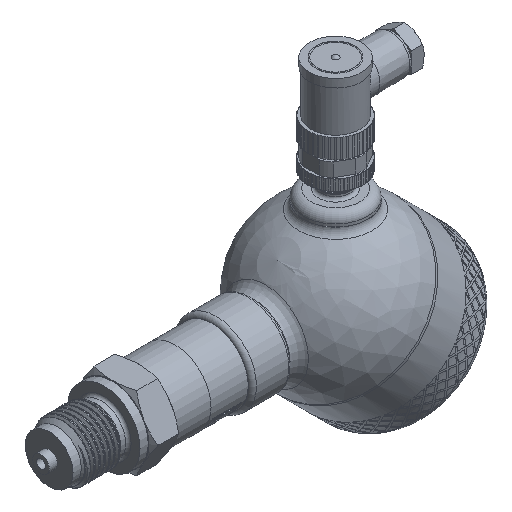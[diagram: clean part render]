
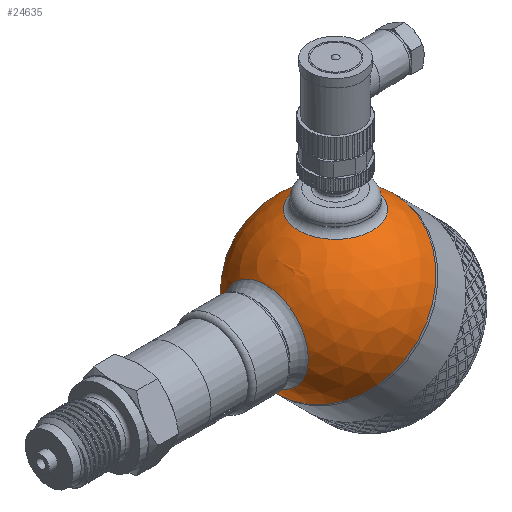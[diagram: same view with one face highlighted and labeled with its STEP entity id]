
A CAD part, isometric view. The second image highlights one B-rep face of the part: STEP entity #24635.
In plain terms, the highlighted spherical face has radius 30 mm.
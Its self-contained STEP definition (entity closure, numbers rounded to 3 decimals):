
#36=SPHERICAL_SURFACE('',#26141,30.);
#91=FACE_BOUND('',#3330,.T.);
#92=FACE_BOUND('',#3331,.T.);
#1720=FACE_OUTER_BOUND('',#3329,.T.);
#3329=EDGE_LOOP('',(#17627,#17628,#17629,#17630));
#3330=EDGE_LOOP('',(#17631));
#3331=EDGE_LOOP('',(#17632));
#4814=CIRCLE('',#26064,30.);
#4815=CIRCLE('',#26065,30.);
#4842=CIRCLE('',#26137,13.5);
#4845=CIRCLE('',#26142,30.);
#4846=CIRCLE('',#26143,15.643);
#9415=VERTEX_POINT('',#35663);
#9416=VERTEX_POINT('',#35665);
#9891=VERTEX_POINT('',#41727);
#9893=VERTEX_POINT('',#41734);
#9894=VERTEX_POINT('',#41736);
#12076=EDGE_CURVE('',#9415,#9416,#4814,.T.);
#12077=EDGE_CURVE('',#9416,#9415,#4815,.T.);
#12792=EDGE_CURVE('',#9891,#9891,#4842,.T.);
#12795=EDGE_CURVE('',#9416,#9893,#4845,.T.);
#12796=EDGE_CURVE('',#9894,#9894,#4846,.T.);
#17627=ORIENTED_EDGE('',*,*,#12077,.F.);
#17628=ORIENTED_EDGE('',*,*,#12795,.T.);
#17629=ORIENTED_EDGE('',*,*,#12795,.F.);
#17630=ORIENTED_EDGE('',*,*,#12076,.F.);
#17631=ORIENTED_EDGE('',*,*,#12796,.F.);
#17632=ORIENTED_EDGE('',*,*,#12792,.F.);
#24635=ADVANCED_FACE('',(#1720,#91,#92),#36,.T.);
#26064=AXIS2_PLACEMENT_3D('',#35666,#27695,#27696);
#26065=AXIS2_PLACEMENT_3D('',#35667,#27697,#27698);
#26137=AXIS2_PLACEMENT_3D('',#41728,#28093,#28094);
#26141=AXIS2_PLACEMENT_3D('',#41733,#28101,#28102);
#26142=AXIS2_PLACEMENT_3D('',#41735,#28103,#28104);
#26143=AXIS2_PLACEMENT_3D('',#41737,#28105,#28106);
#27695=DIRECTION('center_axis',(1.,0.,0.));
#27696=DIRECTION('ref_axis',(0.,1.,0.));
#27697=DIRECTION('center_axis',(1.,0.,0.));
#27698=DIRECTION('ref_axis',(0.,1.,0.));
#28093=DIRECTION('center_axis',(-0.707,0.,-0.707));
#28094=DIRECTION('ref_axis',(-0.707,0.,0.707));
#28101=DIRECTION('center_axis',(1.,0.,0.));
#28102=DIRECTION('ref_axis',(0.,-1.,0.));
#28103=DIRECTION('center_axis',(0.,0.,1.));
#28104=DIRECTION('ref_axis',(0.,1.,0.));
#28105=DIRECTION('center_axis',(-0.707,0.,0.707));
#28106=DIRECTION('ref_axis',(0.707,0.,0.707));
#35663=CARTESIAN_POINT('',(0.,-30.,0.));
#35665=CARTESIAN_POINT('',(0.,30.,0.));
#35666=CARTESIAN_POINT('Origin',(0.,0.,0.));
#35667=CARTESIAN_POINT('Origin',(0.,0.,0.));
#41727=CARTESIAN_POINT('',(-9.398,0.,-28.49));
#41728=CARTESIAN_POINT('Origin',(-18.944,0.,-18.944));
#41733=CARTESIAN_POINT('Origin',(0.,0.,0.));
#41734=CARTESIAN_POINT('',(-30.,0.,0.));
#41735=CARTESIAN_POINT('Origin',(0.,0.,0.));
#41736=CARTESIAN_POINT('',(-29.162,0.,7.04));
#41737=CARTESIAN_POINT('Origin',(-18.101,0.,18.101));
